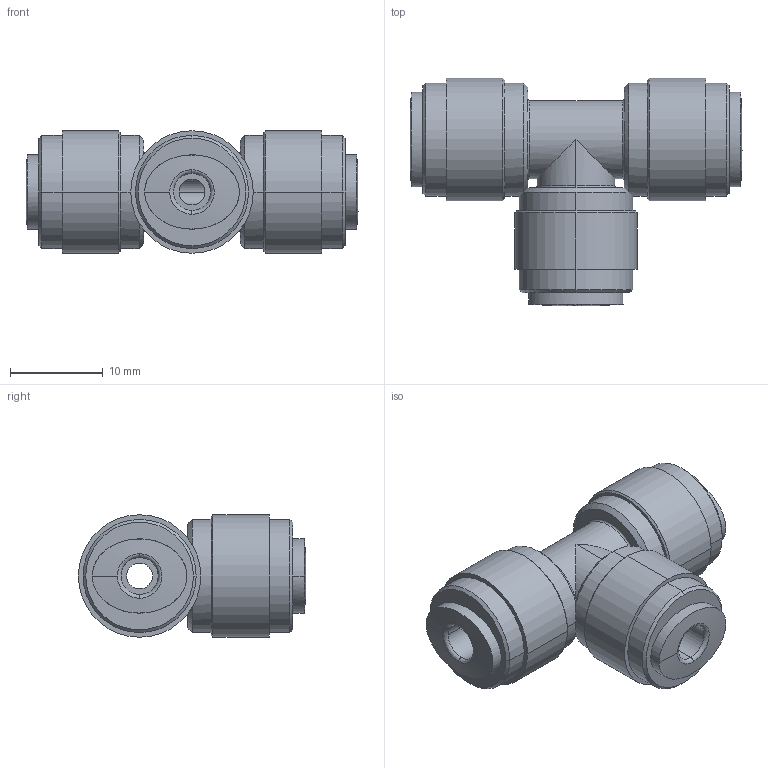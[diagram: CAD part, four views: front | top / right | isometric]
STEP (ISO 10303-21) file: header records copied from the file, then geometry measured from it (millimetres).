
FILE_DESCRIPTION (( 'STEP AP214' ), '1' );
FILE_NAME ('UT532-P.step', '2017-08-29T21:04:18', ( '' ), ( '' ), 'SwSTEP 2.0', 'SolidWorks 2017', '' );
FILE_SCHEMA (( 'AUTOMOTIVE_DESIGN' ));
Length unit declared in the file: inch
Products named in the file (1): UT532-P
Bounding box: 35.8 x 24.5 x 13.2 mm (x, y, z)
Volume: 4631.2 mm3; surface area: 2892.2 mm2
Topology: 1 solids, 1 shells, 89 faces, 209 edges, 129 vertices
Faces by surface type: cylinder 32, bspline 18, cone 18, plane 15, torus 6
Entity records: 4841 total; most frequent: CARTESIAN_POINT 2859, ORIENTED_EDGE 418, DIRECTION 398, EDGE_CURVE 209, AXIS2_PLACEMENT_3D 174, VERTEX_POINT 129, EDGE_LOOP 104, CIRCLE 102
